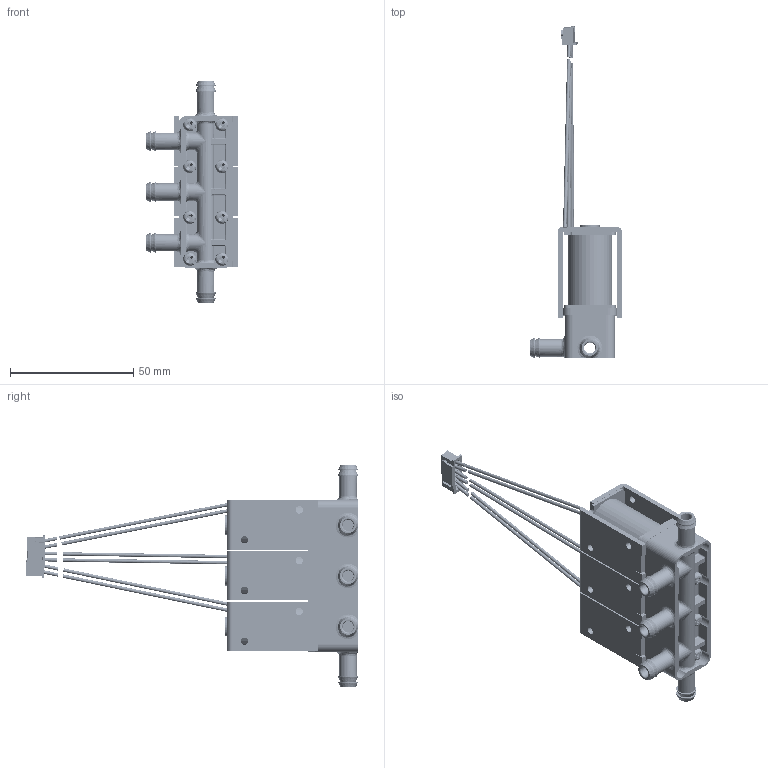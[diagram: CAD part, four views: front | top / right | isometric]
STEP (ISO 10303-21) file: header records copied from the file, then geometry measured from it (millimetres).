
FILE_DESCRIPTION (( 'STEP AP203' ), '1' );
FILE_NAME ('KSV8WC-12AA（网站）.STEP', '2018-03-29T08:01:19', ( 'user01' ), ( 'Microsoft' ), 'SwSTEP 2.0', 'SolidWorks 2017', '' );
FILE_SCHEMA (( 'CONFIG_CONTROL_DESIGN' ));
Length unit declared in the file: millimetre
Products named in the file (9): ??XHP-6; ､ﾞ?; ﾁｳ?; SV8WAPG1-1（网站）; KSV8WC-12AA（网站）; sv8wabb1-1; 骨架SV6WABB2（网站）; 外框SV6WAFM1（网站）; SV8WAFM2
Assembly tree (21 placements, depth 2):
  KSV8WC-12AA（网站）
    sv8wabb1-1
    骨架SV6WABB2（网站）  x3
    外框SV6WAFM1（网站）  x3
    SV8WAFM2
    ??XHP-6
    ､ﾞ?
    ﾁｳ?  x8
    SV8WAPG1-1（网站）  x3
Bounding box: 37.25 x 134.58 x 89.8 mm (x, y, z)
Volume: 61856.9 mm3; surface area: 43713.6 mm2
Topology: 32 solids, 32 shells, 2120 faces, 7355 edges, 5326 vertices
Faces by surface type: cylinder 1215, plane 569, bspline 310, cone 26
Entity records: 43470 total; most frequent: CARTESIAN_POINT 21923, ORIENTED_EDGE 4682, DIRECTION 3567, EDGE_CURVE 2341, VERTEX_POINT 1578, AXIS2_PLACEMENT_3D 1197, LINE 1173, VECTOR 1173
